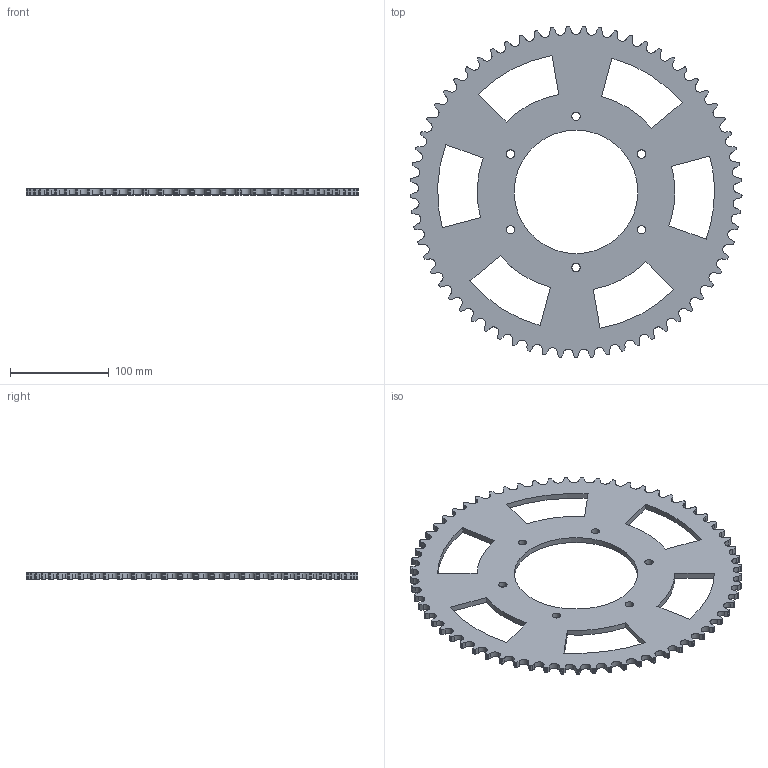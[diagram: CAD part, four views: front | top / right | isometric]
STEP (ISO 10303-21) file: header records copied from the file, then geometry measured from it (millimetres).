
FILE_DESCRIPTION (( 'STEP AP203' ), '1' );
FILE_NAME ('couronne.STEP', '2021-05-07T12:45:41', ( '' ), ( '' ), 'SwSTEP 2.0', 'SolidWorks 2019', '' );
FILE_SCHEMA (( 'CONFIG_CONTROL_DESIGN' ));
Length unit declared in the file: millimetre
Products named in the file (1): couronne
Bounding box: 335.81 x 335.71 x 6.35 mm (x, y, z)
Volume: 307618.8 mm3; surface area: 127358.6 mm2
Topology: 1 solids, 1 shells, 618 faces, 1718 edges, 1102 vertices
Faces by surface type: plane 339, cylinder 279
Entity records: 19869 total; most frequent: DIRECTION 3514, CARTESIAN_POINT 3439, ORIENTED_EDGE 3436, EDGE_CURVE 1718, AXIS2_PLACEMENT_3D 1177, LINE 1160, VECTOR 1160, VERTEX_POINT 1102
